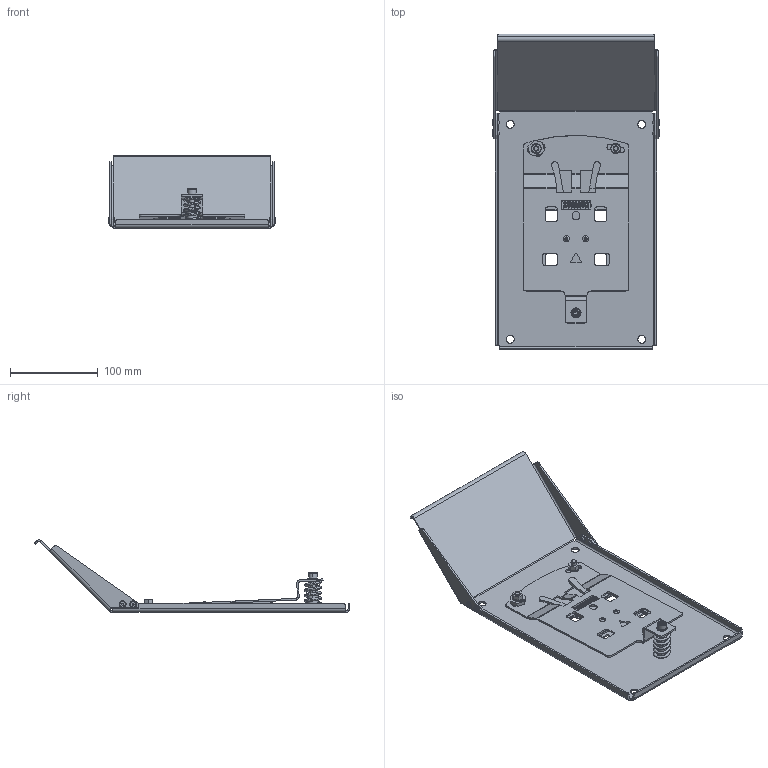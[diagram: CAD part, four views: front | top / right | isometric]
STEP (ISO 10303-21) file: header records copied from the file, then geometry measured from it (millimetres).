
FILE_DESCRIPTION((''),'2;1');
FILE_NAME('DB_CAD6736_OMH-LS610-03','2019-09-25T10:22:47',('cmozuch'),(''),'CREO PARAMETRIC BY PTC INC, 2018420','CREO PARAMETRIC BY PTC INC, 2018420','');
FILE_SCHEMA(('CONFIG_CONTROL_DESIGN','SHAPE_APPEARANCE_LAYERS_GROUPS'));
Length unit declared in the file: millimetre
Products named in the file (1): DB_CAD6736_OMH-LS610-03
Bounding box: 190 x 359.75 x 82.64 mm (x, y, z)
Volume: 56592.4 mm3; surface area: 215130.4 mm2
Topology: 6 solids, 12 shells, 693 faces, 1853 edges, 1178 vertices
Faces by surface type: plane 373, cylinder 240, bspline 28, cone 28, torus 16, sphere 8
Entity records: 38063 total; most frequent: CARTESIAN_POINT 12974, DIRECTION 3681, ORIENTED_EDGE 3542, EDGE_CURVE 1842, AXIS2_PLACEMENT_3D 1311, PRESENTATION_STYLE_ASSIGNMENT 1184, VERTEX_POINT 1178, VECTOR 1059
